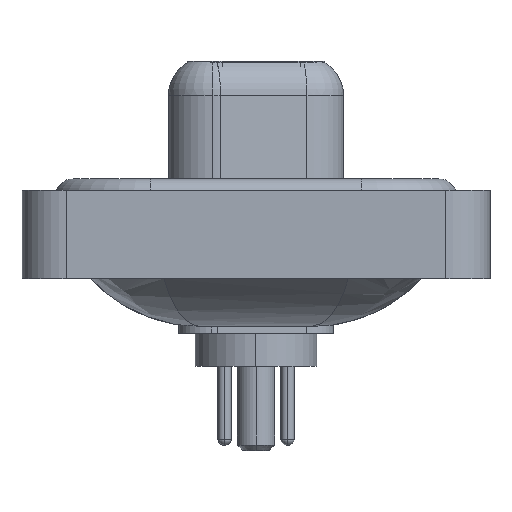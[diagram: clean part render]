
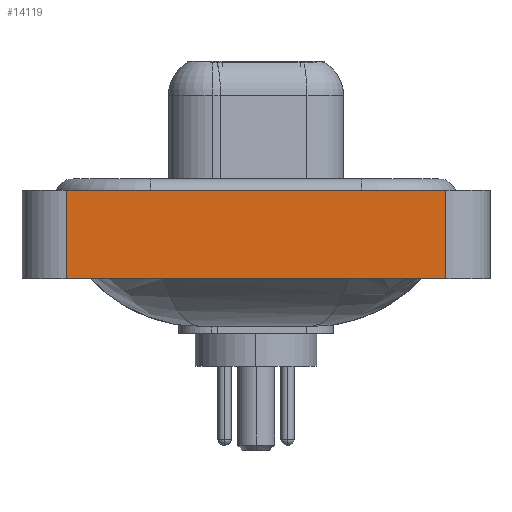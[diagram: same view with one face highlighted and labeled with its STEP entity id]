
A CAD part, left-side view. The second image highlights one B-rep face of the part: STEP entity #14119.
In plain terms, the highlighted planar face has unit normal (-1, 0, 0).
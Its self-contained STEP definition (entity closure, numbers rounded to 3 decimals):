
#131 = ORIENTED_EDGE ( 'NONE', *, *, #12941, .T. ) ;
#143 = EDGE_CURVE ( 'NONE', #4581, #18313, #6579, .T. ) ;
#254 = EDGE_CURVE ( 'NONE', #20539, #18313, #8697, .T. ) ;
#401 = CARTESIAN_POINT ( 'NONE',  ( -7.35, 8.55, -3.6 ) ) ;
#1025 = VECTOR ( 'NONE', #16645, 1000. ) ;
#1359 = ORIENTED_EDGE ( 'NONE', *, *, #7468, .F. ) ;
#2752 = VECTOR ( 'NONE', #14445, 1000. ) ;
#2780 = CARTESIAN_POINT ( 'NONE',  ( -7.35, -8.55, -3.6 ) ) ;
#4581 = VERTEX_POINT ( 'NONE', #13044 ) ;
#5686 = CARTESIAN_POINT ( 'NONE',  ( -7.35, -8.55, -3.6 ) ) ;
#5778 = FACE_OUTER_BOUND ( 'NONE', #8538, .T. ) ;
#6579 = LINE ( 'NONE', #18034, #2752 ) ;
#6836 = VERTEX_POINT ( 'NONE', #8124 ) ;
#7468 = EDGE_CURVE ( 'NONE', #6836, #4581, #15287, .T. ) ;
#8124 = CARTESIAN_POINT ( 'NONE',  ( -7.35, 8.55, -3.6 ) ) ;
#8538 = EDGE_LOOP ( 'NONE', ( #11069, #10019, #1359, #131 ) ) ;
#8697 = LINE ( 'NONE', #11757, #1025 ) ;
#10019 = ORIENTED_EDGE ( 'NONE', *, *, #143, .F. ) ;
#11069 = ORIENTED_EDGE ( 'NONE', *, *, #254, .T. ) ;
#11757 = CARTESIAN_POINT ( 'NONE',  ( -7.35, -8.55, -3.6 ) ) ;
#12144 = DIRECTION ( 'NONE',  ( 0., 0., 1. ) ) ;
#12941 = EDGE_CURVE ( 'NONE', #6836, #20539, #19244, .T. ) ;
#12978 = AXIS2_PLACEMENT_3D ( 'NONE', #5686, #13859, #12144 ) ;
#13044 = CARTESIAN_POINT ( 'NONE',  ( -7.35, 8.55, 0.4 ) ) ;
#13859 = DIRECTION ( 'NONE',  ( -1., 0., 0. ) ) ;
#14119 = ADVANCED_FACE ( 'NONE', ( #5778 ), #15777, .T. ) ;
#14445 = DIRECTION ( 'NONE',  ( 0., -1., 0. ) ) ;
#14611 = CARTESIAN_POINT ( 'NONE',  ( -7.35, -8.55, -3.6 ) ) ;
#15287 = LINE ( 'NONE', #401, #18664 ) ;
#15777 = PLANE ( 'NONE',  #12978 ) ;
#16482 = DIRECTION ( 'NONE',  ( 0., 0., 1. ) ) ;
#16645 = DIRECTION ( 'NONE',  ( 0., 0., 1. ) ) ;
#17467 = DIRECTION ( 'NONE',  ( 0., -1., 0. ) ) ;
#17839 = CARTESIAN_POINT ( 'NONE',  ( -7.35, -8.55, 0.4 ) ) ;
#18034 = CARTESIAN_POINT ( 'NONE',  ( -7.35, -8.55, 0.4 ) ) ;
#18313 = VERTEX_POINT ( 'NONE', #17839 ) ;
#18664 = VECTOR ( 'NONE', #16482, 1000. ) ;
#19244 = LINE ( 'NONE', #14611, #19812 ) ;
#19812 = VECTOR ( 'NONE', #17467, 1000. ) ;
#20539 = VERTEX_POINT ( 'NONE', #2780 ) ;
